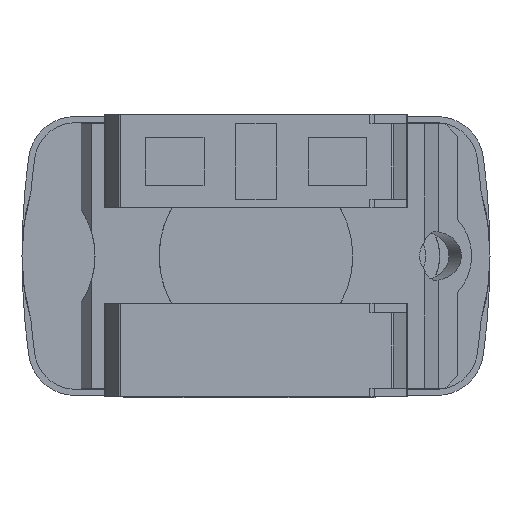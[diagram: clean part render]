
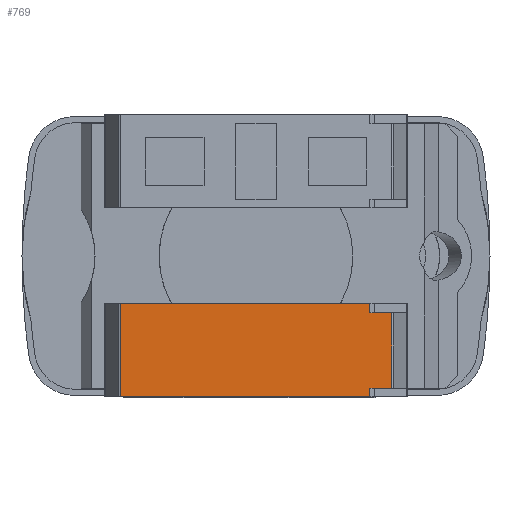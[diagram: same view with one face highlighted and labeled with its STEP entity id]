
A CAD part, front view. The second image highlights one B-rep face of the part: STEP entity #769.
In plain terms, the highlighted planar face has unit normal (0, -1, 0).
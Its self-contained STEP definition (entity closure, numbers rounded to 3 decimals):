
#769=ADVANCED_FACE('',(#5248),#5250,.T.);
#5248=FACE_BOUND('',#5249,.T.);
#5249=EDGE_LOOP('',(#9077,#9078,#9079,#9080,#9081,#9082,#9083,#9084));
#5250=PLANE('',#5251);
#5251=AXIS2_PLACEMENT_3D('',#5252,#5253,#5254);
#5252=CARTESIAN_POINT('',(-14.359,-28.7,-5.));
#5253=DIRECTION('',(0.,-1.,0.));
#5254=DIRECTION('',(1.,0.,0.));
#9077=ORIENTED_EDGE('',*,*,#11866,.F.);
#9078=ORIENTED_EDGE('',*,*,#11766,.F.);
#9079=ORIENTED_EDGE('',*,*,#11867,.F.);
#9080=ORIENTED_EDGE('',*,*,#11723,.F.);
#9081=ORIENTED_EDGE('',*,*,#11865,.T.);
#9082=ORIENTED_EDGE('',*,*,#11859,.T.);
#9083=ORIENTED_EDGE('',*,*,#11868,.T.);
#9084=ORIENTED_EDGE('',*,*,#11796,.T.);
#11723=EDGE_CURVE('',#13501,#13503,#13504,.T.);
#11766=EDGE_CURVE('',#13583,#13585,#13586,.T.);
#11796=EDGE_CURVE('',#13640,#13638,#13641,.T.);
#11859=EDGE_CURVE('',#13760,#13758,#13761,.T.);
#11865=EDGE_CURVE('',#13501,#13760,#13769,.T.);
#11866=EDGE_CURVE('',#13585,#13638,#13770,.T.);
#11867=EDGE_CURVE('',#13503,#13583,#13771,.T.);
#11868=EDGE_CURVE('',#13758,#13640,#13772,.T.);
#13501=VERTEX_POINT('',#17027);
#13503=VERTEX_POINT('',#17032);
#13504=LINE('',#17033,#17034);
#13583=VERTEX_POINT('',#17210);
#13585=VERTEX_POINT('',#17214);
#13586=LINE('',#17215,#17216);
#13638=VERTEX_POINT('',#17329);
#13640=VERTEX_POINT('',#17334);
#13641=LINE('',#17335,#17336);
#13758=VERTEX_POINT('',#17596);
#13760=VERTEX_POINT('',#17600);
#13761=LINE('',#17601,#17602);
#13769=LINE('',#17623,#17624);
#13770=LINE('',#17626,#17627);
#13771=LINE('',#17629,#17630);
#13772=LINE('',#17632,#17633);
#17027=CARTESIAN_POINT('',(-14.359,-28.7,-5.));
#17032=CARTESIAN_POINT('',(12.05,-28.7,-5.));
#17033=CARTESIAN_POINT('',(-14.359,-28.7,-5.));
#17034=VECTOR('',#17035,1.);
#17035=DIRECTION('',(1.,0.,0.));
#17210=CARTESIAN_POINT('',(12.05,-28.7,-6.));
#17214=CARTESIAN_POINT('',(14.359,-28.7,-6.));
#17215=CARTESIAN_POINT('',(12.05,-28.7,-6.));
#17216=VECTOR('',#17217,1.);
#17217=DIRECTION('',(1.,0.,0.));
#17329=CARTESIAN_POINT('',(14.359,-28.7,-14.));
#17334=CARTESIAN_POINT('',(12.05,-28.7,-14.));
#17335=CARTESIAN_POINT('',(12.05,-28.7,-14.));
#17336=VECTOR('',#17337,1.);
#17337=DIRECTION('',(1.,0.,0.));
#17596=CARTESIAN_POINT('',(12.05,-28.7,-14.9));
#17600=CARTESIAN_POINT('',(-14.359,-28.7,-14.9));
#17601=CARTESIAN_POINT('',(-14.359,-28.7,-14.9));
#17602=VECTOR('',#17603,1.);
#17603=DIRECTION('',(1.,0.,0.));
#17623=CARTESIAN_POINT('',(-14.359,-28.7,-5.));
#17624=VECTOR('',#17625,1.);
#17625=DIRECTION('',(0.,0.,-1.));
#17626=CARTESIAN_POINT('',(14.359,-28.7,-6.));
#17627=VECTOR('',#17628,1.);
#17628=DIRECTION('',(0.,0.,-1.));
#17629=CARTESIAN_POINT('',(12.05,-28.7,-5.));
#17630=VECTOR('',#17631,1.);
#17631=DIRECTION('',(0.,0.,-1.));
#17632=CARTESIAN_POINT('',(12.05,-28.7,-14.9));
#17633=VECTOR('',#17634,1.);
#17634=DIRECTION('',(0.,0.,1.));
